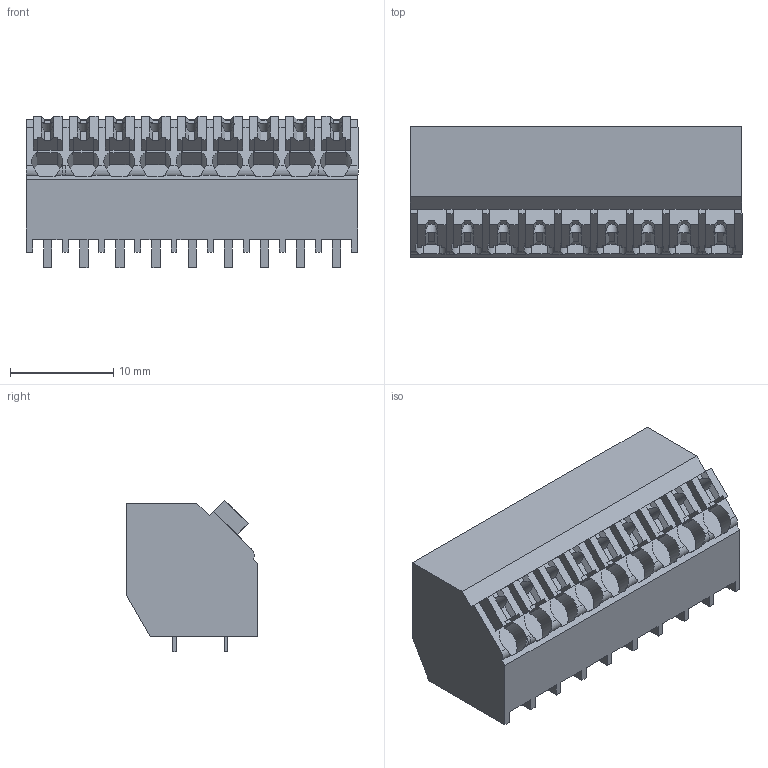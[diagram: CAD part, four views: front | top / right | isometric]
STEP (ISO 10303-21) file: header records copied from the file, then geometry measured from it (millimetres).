
FILE_DESCRIPTION(('CATIA V5 STEP Exchange','CAx-IF Rec.Pracs.--- Model Styling and Organization---1.2---2011-12-15'),'2;1');
FILE_NAME ('D1458598_0', '2018-03-26T16:45:34+00:00', ('none'), ('Weidmueller'), 'CATIA Version 5-6 Release 2014', 'CATIA V5 STEP AP214', 'none');
FILE_SCHEMA(('AUTOMOTIVE_DESIGN { 1 0 10303 214 1 1 1 1 }'));
Length unit declared in the file: millimetre
Products named in the file (1): 1887670000
Bounding box: 32.2 x 12.7 x 14.66 mm (x, y, z)
Volume: 3609.8 mm3; surface area: 3600.4 mm2
Topology: 28 solids, 28 shells, 555 faces, 1615 edges, 1116 vertices
Faces by surface type: plane 506, cylinder 49
Entity records: 16966 total; most frequent: CARTESIAN_POINT 3355, ORIENTED_EDGE 3230, DIRECTION 2105, EDGE_CURVE 1615, VECTOR 1398, LINE 1398, VERTEX_POINT 1116, EDGE_LOOP 573
